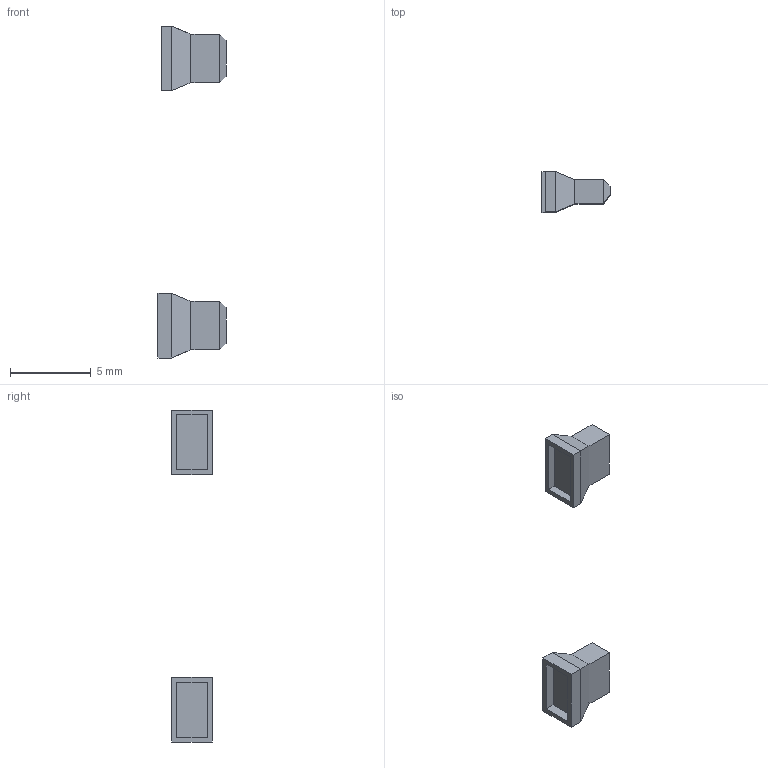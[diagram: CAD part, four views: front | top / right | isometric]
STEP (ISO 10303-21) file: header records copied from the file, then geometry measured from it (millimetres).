
FILE_DESCRIPTION(('HOOPS Exchange Step'),'2;1');
FILE_NAME('temp_export','2025-01-12T19:25:24+05:00',('AWAN'),('Shapr3D Limited'),'HOOPS Exchange 2024.6','Shapr3D','Authorized');
FILE_SCHEMA( ('AP242_MANAGED_MODEL_BASED_3D_ENGINEERING_MIM_LF {1 0 10303 442 1 1 4 }') );
Length unit declared in the file: millimetre
Products named in the file (697): Folder 697; Board:1; C_0402_1005Metric:1; C20-E:1; SOD123:1; D1-F:1; 1137690128:1; C7-G:1; 1137712528:1; C8-G:1; R_0402_1005Metric:1; R7-G:1; R_0402_1005Metric:2; R8-G:1; sot23-5:1; U2-G:1; led0603:1; Extruded:1; 1170245568:1; Q1-L:1; C_0402_1005Metric:2; C7-E:1; R_0402_1005Metric:3; R21-D:1; R_0402_1005Metric:4; R15-D:1; R_0402_1005Metric:5; R10-E:1; R_0402_1005Metric:6; R8-E:1; R_0402_1005Metric:7; R4-D:1; C_0402_1005Metric:3; C31:1; C_0402_1005Metric:4; C17-D:1; C_0402_1005Metric:5; C1-A:1; C_0402_1005Metric:6; C4-A:1 ...
Assembly tree (696 placements, depth 5):
  root
    Folder 697
    [DFR0706]UNIHIKER(V1.2.0).step
      Board:1
      C20-E:1
        C_0402_1005Metric:1
      D1-F:1
        SOD123:1
      C7-G:1
        1137690128:1
      C8-G:1
        1137712528:1
      R7-G:1
        R_0402_1005Metric:1
      R8-G:1
        R_0402_1005Metric:2
      U2-G:1
        sot23-5:1
      Q1-L:1
        led0603:1
        1170245568:1
          Extruded:1
      C7-E:1
        C_0402_1005Metric:2
      R21-D:1
        R_0402_1005Metric:3
      R15-D:1
        R_0402_1005Metric:4
      R10-E:1
        R_0402_1005Metric:5
      R8-E:1
        R_0402_1005Metric:6
      R4-D:1
        R_0402_1005Metric:7
      C31:1
        C_0402_1005Metric:3
      C17-D:1
        C_0402_1005Metric:4
      C1-A:1
        C_0402_1005Metric:5
      C4-A:1
        C_0402_1005Metric:6
      R12-B:1
        R_0402_1005Metric:8
      M3:1
        1165804400:1
          Cylinder:1
        1667248336:1
          Cylinder (1):1
        1667248472:1
          Cylinder (2):1
      ZD7-C:1
        D_SOD-523:1
      ZD6-C:1
        D_SOD-523:2
      ZD5-C:1
        D_SOD-523:3
      ZD4-C:1
        D_SOD-523:4
      ZD3-C:1
Bounding box: 4.2 x 2.5 x 20.5 mm (x, y, z)
Volume: 42.5 mm3; surface area: 122.4 mm2
Topology: 2 solids, 2 shells, 56 faces, 120 edges, 70 vertices
Faces by surface type: plane 56
Entity records: 18879 total; most frequent: DIRECTION 3020, CARTESIAN_POINT 1640, AXIS2_PLACEMENT_3D 1450, PRODUCT_DEFINITION_SHAPE 1393, PLANE_ANGLE_MEASURE_WITH_UNIT 697, DIMENSIONAL_EXPONENTS 697, UNCERTAINTY_MEASURE_WITH_UNIT 697, SHAPE_REPRESENTATION 697
